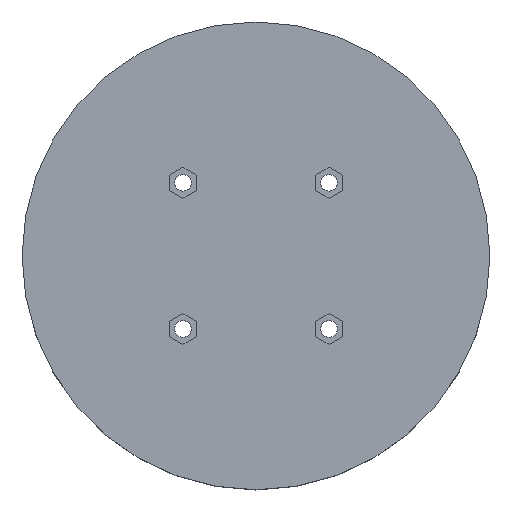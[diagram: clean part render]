
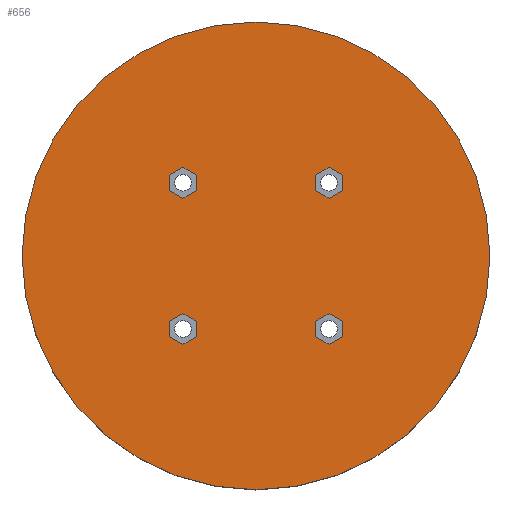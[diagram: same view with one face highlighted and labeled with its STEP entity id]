
A CAD part, top view. The second image highlights one B-rep face of the part: STEP entity #656.
In plain terms, the highlighted planar face has unit normal (0, 0, 1).
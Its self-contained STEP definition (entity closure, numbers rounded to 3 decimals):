
#15=FACE_BOUND('',#103,.T.);
#16=FACE_BOUND('',#104,.T.);
#17=FACE_BOUND('',#105,.T.);
#18=FACE_BOUND('',#106,.T.);
#28=PLANE('',#719);
#65=FACE_OUTER_BOUND('',#102,.T.);
#102=EDGE_LOOP('',(#488));
#103=EDGE_LOOP('',(#489,#490,#491,#492,#493,#494));
#104=EDGE_LOOP('',(#495,#496,#497,#498,#499,#500));
#105=EDGE_LOOP('',(#501,#502,#503,#504,#505,#506));
#106=EDGE_LOOP('',(#507,#508,#509,#510,#511,#512));
#152=LINE('',#968,#230);
#153=LINE('',#970,#231);
#154=LINE('',#972,#232);
#155=LINE('',#974,#233);
#156=LINE('',#976,#234);
#157=LINE('',#977,#235);
#158=LINE('',#980,#236);
#159=LINE('',#982,#237);
#160=LINE('',#984,#238);
#161=LINE('',#986,#239);
#162=LINE('',#988,#240);
#163=LINE('',#989,#241);
#164=LINE('',#992,#242);
#165=LINE('',#994,#243);
#166=LINE('',#996,#244);
#167=LINE('',#998,#245);
#168=LINE('',#1000,#246);
#169=LINE('',#1001,#247);
#170=LINE('',#1004,#248);
#171=LINE('',#1006,#249);
#172=LINE('',#1008,#250);
#173=LINE('',#1010,#251);
#174=LINE('',#1012,#252);
#175=LINE('',#1013,#253);
#230=VECTOR('',#796,1000.);
#231=VECTOR('',#797,1000.);
#232=VECTOR('',#798,1000.);
#233=VECTOR('',#799,1000.);
#234=VECTOR('',#800,1000.);
#235=VECTOR('',#801,1000.);
#236=VECTOR('',#802,1000.);
#237=VECTOR('',#803,1000.);
#238=VECTOR('',#804,1000.);
#239=VECTOR('',#805,1000.);
#240=VECTOR('',#806,1000.);
#241=VECTOR('',#807,1000.);
#242=VECTOR('',#808,1000.);
#243=VECTOR('',#809,1000.);
#244=VECTOR('',#810,1000.);
#245=VECTOR('',#811,1000.);
#246=VECTOR('',#812,1000.);
#247=VECTOR('',#813,1000.);
#248=VECTOR('',#814,1000.);
#249=VECTOR('',#815,1000.);
#250=VECTOR('',#816,1000.);
#251=VECTOR('',#817,1000.);
#252=VECTOR('',#818,1000.);
#253=VECTOR('',#819,1000.);
#303=CIRCLE('',#703,48.);
#315=VERTEX_POINT('',#932);
#326=VERTEX_POINT('',#966);
#327=VERTEX_POINT('',#967);
#328=VERTEX_POINT('',#969);
#329=VERTEX_POINT('',#971);
#330=VERTEX_POINT('',#973);
#331=VERTEX_POINT('',#975);
#332=VERTEX_POINT('',#978);
#333=VERTEX_POINT('',#979);
#334=VERTEX_POINT('',#981);
#335=VERTEX_POINT('',#983);
#336=VERTEX_POINT('',#985);
#337=VERTEX_POINT('',#987);
#338=VERTEX_POINT('',#990);
#339=VERTEX_POINT('',#991);
#340=VERTEX_POINT('',#993);
#341=VERTEX_POINT('',#995);
#342=VERTEX_POINT('',#997);
#343=VERTEX_POINT('',#999);
#344=VERTEX_POINT('',#1002);
#345=VERTEX_POINT('',#1003);
#346=VERTEX_POINT('',#1005);
#347=VERTEX_POINT('',#1007);
#348=VERTEX_POINT('',#1009);
#349=VERTEX_POINT('',#1011);
#376=EDGE_CURVE('',#315,#315,#303,.T.);
#392=EDGE_CURVE('',#326,#327,#152,.T.);
#393=EDGE_CURVE('',#328,#326,#153,.T.);
#394=EDGE_CURVE('',#329,#328,#154,.T.);
#395=EDGE_CURVE('',#330,#329,#155,.T.);
#396=EDGE_CURVE('',#331,#330,#156,.T.);
#397=EDGE_CURVE('',#327,#331,#157,.T.);
#398=EDGE_CURVE('',#332,#333,#158,.T.);
#399=EDGE_CURVE('',#334,#332,#159,.T.);
#400=EDGE_CURVE('',#335,#334,#160,.T.);
#401=EDGE_CURVE('',#336,#335,#161,.T.);
#402=EDGE_CURVE('',#337,#336,#162,.T.);
#403=EDGE_CURVE('',#333,#337,#163,.T.);
#404=EDGE_CURVE('',#338,#339,#164,.T.);
#405=EDGE_CURVE('',#340,#338,#165,.T.);
#406=EDGE_CURVE('',#341,#340,#166,.T.);
#407=EDGE_CURVE('',#342,#341,#167,.T.);
#408=EDGE_CURVE('',#343,#342,#168,.T.);
#409=EDGE_CURVE('',#339,#343,#169,.T.);
#410=EDGE_CURVE('',#344,#345,#170,.T.);
#411=EDGE_CURVE('',#346,#344,#171,.T.);
#412=EDGE_CURVE('',#347,#346,#172,.T.);
#413=EDGE_CURVE('',#348,#347,#173,.T.);
#414=EDGE_CURVE('',#349,#348,#174,.T.);
#415=EDGE_CURVE('',#345,#349,#175,.T.);
#488=ORIENTED_EDGE('',*,*,#376,.T.);
#489=ORIENTED_EDGE('',*,*,#392,.F.);
#490=ORIENTED_EDGE('',*,*,#393,.F.);
#491=ORIENTED_EDGE('',*,*,#394,.F.);
#492=ORIENTED_EDGE('',*,*,#395,.F.);
#493=ORIENTED_EDGE('',*,*,#396,.F.);
#494=ORIENTED_EDGE('',*,*,#397,.F.);
#495=ORIENTED_EDGE('',*,*,#398,.F.);
#496=ORIENTED_EDGE('',*,*,#399,.F.);
#497=ORIENTED_EDGE('',*,*,#400,.F.);
#498=ORIENTED_EDGE('',*,*,#401,.F.);
#499=ORIENTED_EDGE('',*,*,#402,.F.);
#500=ORIENTED_EDGE('',*,*,#403,.F.);
#501=ORIENTED_EDGE('',*,*,#404,.F.);
#502=ORIENTED_EDGE('',*,*,#405,.F.);
#503=ORIENTED_EDGE('',*,*,#406,.F.);
#504=ORIENTED_EDGE('',*,*,#407,.F.);
#505=ORIENTED_EDGE('',*,*,#408,.F.);
#506=ORIENTED_EDGE('',*,*,#409,.F.);
#507=ORIENTED_EDGE('',*,*,#410,.F.);
#508=ORIENTED_EDGE('',*,*,#411,.F.);
#509=ORIENTED_EDGE('',*,*,#412,.F.);
#510=ORIENTED_EDGE('',*,*,#413,.F.);
#511=ORIENTED_EDGE('',*,*,#414,.F.);
#512=ORIENTED_EDGE('',*,*,#415,.F.);
#656=ADVANCED_FACE('',(#65,#15,#16,#17,#18),#28,.T.);
#703=AXIS2_PLACEMENT_3D('',#934,#757,#758);
#719=AXIS2_PLACEMENT_3D('',#965,#794,#795);
#757=DIRECTION('center_axis',(0.,0.,1.));
#758=DIRECTION('ref_axis',(1.,0.,0.));
#794=DIRECTION('center_axis',(0.,0.,1.));
#795=DIRECTION('ref_axis',(1.,0.,0.));
#796=DIRECTION('',(0.866,-0.5,0.));
#797=DIRECTION('',(0.,-1.,0.));
#798=DIRECTION('',(-0.866,-0.5,0.));
#799=DIRECTION('',(-0.866,0.5,0.));
#800=DIRECTION('',(0.,1.,0.));
#801=DIRECTION('',(0.866,0.5,0.));
#802=DIRECTION('',(0.866,0.5,0.));
#803=DIRECTION('',(0.866,-0.5,0.));
#804=DIRECTION('',(0.,-1.,0.));
#805=DIRECTION('',(-0.866,-0.5,0.));
#806=DIRECTION('',(-0.866,0.5,0.));
#807=DIRECTION('',(0.,1.,0.));
#808=DIRECTION('',(0.866,0.5,0.));
#809=DIRECTION('',(0.866,-0.5,0.));
#810=DIRECTION('',(0.,-1.,0.));
#811=DIRECTION('',(-0.866,-0.5,0.));
#812=DIRECTION('',(-0.866,0.5,0.));
#813=DIRECTION('',(0.,1.,0.));
#814=DIRECTION('',(0.866,0.5,0.));
#815=DIRECTION('',(0.866,-0.5,0.));
#816=DIRECTION('',(0.,-1.,0.));
#817=DIRECTION('',(-0.866,-0.5,0.));
#818=DIRECTION('',(-0.866,0.5,0.));
#819=DIRECTION('',(0.,1.,0.));
#932=CARTESIAN_POINT('',(48.,0.,25.));
#934=CARTESIAN_POINT('Origin',(0.,0.,25.));
#965=CARTESIAN_POINT('Origin',(0.,0.,25.));
#966=CARTESIAN_POINT('',(-17.75,13.412,25.));
#967=CARTESIAN_POINT('',(-15.,11.825,25.));
#968=CARTESIAN_POINT('',(-17.75,13.412,25.));
#969=CARTESIAN_POINT('',(-17.75,16.588,25.));
#970=CARTESIAN_POINT('',(-17.75,16.588,25.));
#971=CARTESIAN_POINT('',(-15.,18.175,25.));
#972=CARTESIAN_POINT('',(-15.,18.175,25.));
#973=CARTESIAN_POINT('',(-12.25,16.588,25.));
#974=CARTESIAN_POINT('',(-12.25,16.588,25.));
#975=CARTESIAN_POINT('',(-12.25,13.412,25.));
#976=CARTESIAN_POINT('',(-12.25,13.412,25.));
#977=CARTESIAN_POINT('',(-15.,11.825,25.));
#978=CARTESIAN_POINT('',(15.,11.825,25.));
#979=CARTESIAN_POINT('',(17.75,13.412,25.));
#980=CARTESIAN_POINT('',(15.,11.825,25.));
#981=CARTESIAN_POINT('',(12.25,13.412,25.));
#982=CARTESIAN_POINT('',(12.25,13.412,25.));
#983=CARTESIAN_POINT('',(12.25,16.588,25.));
#984=CARTESIAN_POINT('',(12.25,16.588,25.));
#985=CARTESIAN_POINT('',(15.,18.175,25.));
#986=CARTESIAN_POINT('',(15.,18.175,25.));
#987=CARTESIAN_POINT('',(17.75,16.588,25.));
#988=CARTESIAN_POINT('',(17.75,16.588,25.));
#989=CARTESIAN_POINT('',(17.75,13.412,25.));
#990=CARTESIAN_POINT('',(15.,-18.175,25.));
#991=CARTESIAN_POINT('',(17.75,-16.588,25.));
#992=CARTESIAN_POINT('',(15.,-18.175,25.));
#993=CARTESIAN_POINT('',(12.25,-16.588,25.));
#994=CARTESIAN_POINT('',(12.25,-16.588,25.));
#995=CARTESIAN_POINT('',(12.25,-13.412,25.));
#996=CARTESIAN_POINT('',(12.25,-13.412,25.));
#997=CARTESIAN_POINT('',(15.,-11.825,25.));
#998=CARTESIAN_POINT('',(15.,-11.825,25.));
#999=CARTESIAN_POINT('',(17.75,-13.412,25.));
#1000=CARTESIAN_POINT('',(17.75,-13.412,25.));
#1001=CARTESIAN_POINT('',(17.75,-16.588,25.));
#1002=CARTESIAN_POINT('',(-15.,-18.175,25.));
#1003=CARTESIAN_POINT('',(-12.25,-16.588,25.));
#1004=CARTESIAN_POINT('',(-15.,-18.175,25.));
#1005=CARTESIAN_POINT('',(-17.75,-16.588,25.));
#1006=CARTESIAN_POINT('',(-17.75,-16.588,25.));
#1007=CARTESIAN_POINT('',(-17.75,-13.412,25.));
#1008=CARTESIAN_POINT('',(-17.75,-13.412,25.));
#1009=CARTESIAN_POINT('',(-15.,-11.825,25.));
#1010=CARTESIAN_POINT('',(-15.,-11.825,25.));
#1011=CARTESIAN_POINT('',(-12.25,-13.412,25.));
#1012=CARTESIAN_POINT('',(-12.25,-13.412,25.));
#1013=CARTESIAN_POINT('',(-12.25,-16.588,25.));
